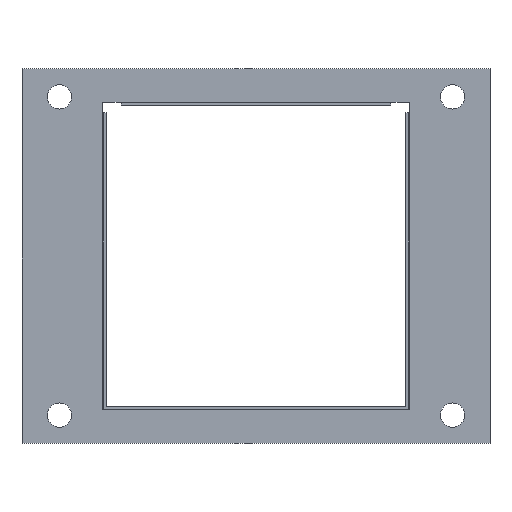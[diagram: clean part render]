
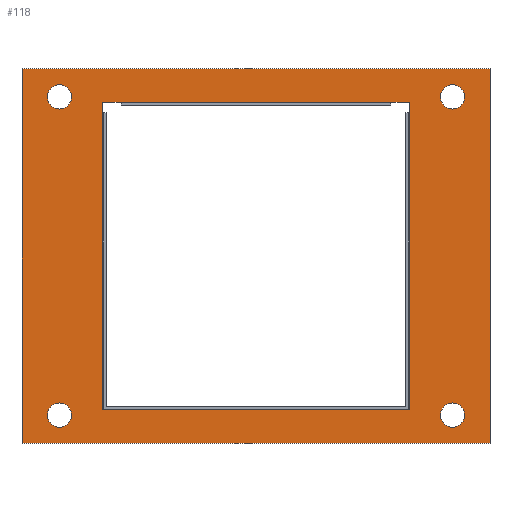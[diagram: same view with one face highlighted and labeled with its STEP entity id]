
A CAD part, top view. The second image highlights one B-rep face of the part: STEP entity #118.
In plain terms, the highlighted planar face has unit normal (0, 0, 1).
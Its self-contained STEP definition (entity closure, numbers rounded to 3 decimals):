
#17 = DIRECTION ( 'NONE',  ( 1., 0., 0. ) ) ;
#38 = DIRECTION ( 'NONE',  ( -1., 0., 0. ) ) ;
#71 = CARTESIAN_POINT ( 'NONE',  ( 42.245, 42.417, 0.4 ) ) ;
#87 = VECTOR ( 'NONE', #1602, 1000. ) ;
#95 = ORIENTED_EDGE ( 'NONE', *, *, #1479, .F. ) ;
#118 = ADVANCED_FACE ( 'NONE', ( #2204, #1441, #755, #2337, #2877, #2799 ), #512, .T. ) ;
#162 = EDGE_CURVE ( 'NONE', #1051, #1051, #2673, .T. ) ;
#174 = VERTEX_POINT ( 'NONE', #1437 ) ;
#203 = CARTESIAN_POINT ( 'NONE',  ( -61.255, 51.417, 0.4 ) ) ;
#218 = ORIENTED_EDGE ( 'NONE', *, *, #2443, .T. ) ;
#247 = VECTOR ( 'NONE', #3296, 1000. ) ;
#271 = EDGE_CURVE ( 'NONE', #2902, #1114, #1677, .T. ) ;
#290 = DIRECTION ( 'NONE',  ( 0., -1., 0. ) ) ;
#304 = LINE ( 'NONE', #1023, #2265 ) ;
#320 = CARTESIAN_POINT ( 'NONE',  ( 37.245, 42.417, 0.4 ) ) ;
#350 = LINE ( 'NONE', #1105, #1692 ) ;
#357 = DIRECTION ( 'NONE',  ( 0., 1., 0. ) ) ;
#363 = EDGE_CURVE ( 'NONE', #2345, #2345, #1038, .T. ) ;
#371 = CARTESIAN_POINT ( 'NONE',  ( -39.755, -39.583, 0.4 ) ) ;
#424 = CARTESIAN_POINT ( 'NONE',  ( -39.555, -39.583, 0.4 ) ) ;
#448 = EDGE_CURVE ( 'NONE', #1495, #174, #998, .T. ) ;
#487 = ORIENTED_EDGE ( 'NONE', *, *, #1362, .F. ) ;
#512 = PLANE ( 'NONE',  #2317 ) ;
#535 = CIRCLE ( 'NONE', #1956, 3.25 ) ;
#544 = ORIENTED_EDGE ( 'NONE', *, *, #1289, .F. ) ;
#559 = CARTESIAN_POINT ( 'NONE',  ( -61.255, -48.583, 0.4 ) ) ;
#561 = CARTESIAN_POINT ( 'NONE',  ( 37.245, 42.427, 0.4 ) ) ;
#584 = EDGE_CURVE ( 'NONE', #690, #1135, #2919, .T. ) ;
#602 = EDGE_LOOP ( 'NONE', ( #1535, #872, #2168, #2359, #1447, #544, #910, #1707, #95, #1272 ) ) ;
#668 = LINE ( 'NONE', #561, #1254 ) ;
#690 = VERTEX_POINT ( 'NONE', #1070 ) ;
#714 = EDGE_CURVE ( 'NONE', #975, #975, #535, .T. ) ;
#735 = LINE ( 'NONE', #371, #1657 ) ;
#739 = VECTOR ( 'NONE', #2281, 1000. ) ;
#755 = FACE_OUTER_BOUND ( 'NONE', #2909, .T. ) ;
#764 = EDGE_LOOP ( 'NONE', ( #2665 ) ) ;
#775 = DIRECTION ( 'NONE',  ( -1., 0., 0. ) ) ;
#786 = CARTESIAN_POINT ( 'NONE',  ( 37.245, 42.417, 0.4 ) ) ;
#872 = ORIENTED_EDGE ( 'NONE', *, *, #2407, .F. ) ;
#884 = VERTEX_POINT ( 'NONE', #203 ) ;
#902 = DIRECTION ( 'NONE',  ( 1., 0., 0. ) ) ;
#903 = LINE ( 'NONE', #2878, #2896 ) ;
#907 = DIRECTION ( 'NONE',  ( 0., 0., 1. ) ) ;
#910 = ORIENTED_EDGE ( 'NONE', *, *, #2842, .F. ) ;
#914 = CARTESIAN_POINT ( 'NONE',  ( -51.255, 43.917, 0.4 ) ) ;
#939 = CARTESIAN_POINT ( 'NONE',  ( 42.245, 42.417, 0.4 ) ) ;
#969 = CARTESIAN_POINT ( 'NONE',  ( -39.755, -39.583, 0.4 ) ) ;
#975 = VERTEX_POINT ( 'NONE', #2197 ) ;
#997 = CARTESIAN_POINT ( 'NONE',  ( -39.755, 42.417, 0.4 ) ) ;
#998 = LINE ( 'NONE', #2209, #3351 ) ;
#1023 = CARTESIAN_POINT ( 'NONE',  ( -61.255, 51.417, 0.4 ) ) ;
#1027 = CARTESIAN_POINT ( 'NONE',  ( 63.745, 51.417, 0.4 ) ) ;
#1038 = CIRCLE ( 'NONE', #2181, 3.25 ) ;
#1051 = VERTEX_POINT ( 'NONE', #1927 ) ;
#1061 = CARTESIAN_POINT ( 'NONE',  ( -34.755, 42.417, 0.4 ) ) ;
#1065 = LINE ( 'NONE', #71, #1668 ) ;
#1070 = CARTESIAN_POINT ( 'NONE',  ( 42.045, -39.583, 0.4 ) ) ;
#1075 = CARTESIAN_POINT ( 'NONE',  ( 42.245, -39.583, 0.4 ) ) ;
#1094 = CARTESIAN_POINT ( 'NONE',  ( -39.755, -39.583, 0.4 ) ) ;
#1105 = CARTESIAN_POINT ( 'NONE',  ( -39.755, 42.417, 0.4 ) ) ;
#1114 = VERTEX_POINT ( 'NONE', #1061 ) ;
#1135 = VERTEX_POINT ( 'NONE', #1075 ) ;
#1203 = CARTESIAN_POINT ( 'NONE',  ( 53.745, 43.917, 0.4 ) ) ;
#1218 = EDGE_CURVE ( 'NONE', #884, #1495, #2387, .T. ) ;
#1236 = CARTESIAN_POINT ( 'NONE',  ( -34.755, 42.427, 0.4 ) ) ;
#1254 = VECTOR ( 'NONE', #38, 1000. ) ;
#1257 = DIRECTION ( 'NONE',  ( -1., 0., 0. ) ) ;
#1260 = VECTOR ( 'NONE', #2085, 1000. ) ;
#1272 = ORIENTED_EDGE ( 'NONE', *, *, #271, .F. ) ;
#1289 = EDGE_CURVE ( 'NONE', #1959, #690, #735, .T. ) ;
#1356 = DIRECTION ( 'NONE',  ( 0., 1., 0. ) ) ;
#1362 = EDGE_CURVE ( 'NONE', #2978, #2978, #2688, .T. ) ;
#1434 = ORIENTED_EDGE ( 'NONE', *, *, #3074, .T. ) ;
#1436 = VERTEX_POINT ( 'NONE', #2802 ) ;
#1437 = CARTESIAN_POINT ( 'NONE',  ( 63.745, -48.583, 0.4 ) ) ;
#1441 = FACE_BOUND ( 'NONE', #2632, .T. ) ;
#1447 = ORIENTED_EDGE ( 'NONE', *, *, #584, .F. ) ;
#1459 = DIRECTION ( 'NONE',  ( -1., 0., 0. ) ) ;
#1479 = EDGE_CURVE ( 'NONE', #1114, #1963, #1574, .T. ) ;
#1495 = VERTEX_POINT ( 'NONE', #2012 ) ;
#1535 = ORIENTED_EDGE ( 'NONE', *, *, #3169, .F. ) ;
#1541 = DIRECTION ( 'NONE',  ( 0., 0., 1. ) ) ;
#1574 = LINE ( 'NONE', #997, #739 ) ;
#1602 = DIRECTION ( 'NONE',  ( 1., 0., 0. ) ) ;
#1622 = LINE ( 'NONE', #1864, #2396 ) ;
#1630 = CARTESIAN_POINT ( 'NONE',  ( -39.755, -39.583, 0.4 ) ) ;
#1657 = VECTOR ( 'NONE', #2401, 1000. ) ;
#1668 = VECTOR ( 'NONE', #1356, 1000. ) ;
#1677 = LINE ( 'NONE', #3308, #247 ) ;
#1683 = EDGE_LOOP ( 'NONE', ( #487 ) ) ;
#1692 = VECTOR ( 'NONE', #2928, 1000. ) ;
#1707 = ORIENTED_EDGE ( 'NONE', *, *, #3110, .F. ) ;
#1733 = DIRECTION ( 'NONE',  ( 1., 0., 0. ) ) ;
#1745 = EDGE_CURVE ( 'NONE', #1135, #2706, #1065, .T. ) ;
#1790 = ORIENTED_EDGE ( 'NONE', *, *, #162, .F. ) ;
#1864 = CARTESIAN_POINT ( 'NONE',  ( 63.745, 51.417, 0.4 ) ) ;
#1912 = CARTESIAN_POINT ( 'NONE',  ( 56.995, -41.083, 0.4 ) ) ;
#1927 = CARTESIAN_POINT ( 'NONE',  ( -54.505, -41.083, 0.4 ) ) ;
#1931 = LINE ( 'NONE', #320, #1260 ) ;
#1956 = AXIS2_PLACEMENT_3D ( 'NONE', #914, #907, #902 ) ;
#1959 = VERTEX_POINT ( 'NONE', #424 ) ;
#1963 = VERTEX_POINT ( 'NONE', #3288 ) ;
#2012 = CARTESIAN_POINT ( 'NONE',  ( -61.255, -48.583, 0.4 ) ) ;
#2037 = ORIENTED_EDGE ( 'NONE', *, *, #448, .T. ) ;
#2085 = DIRECTION ( 'NONE',  ( 0., 1., 0. ) ) ;
#2115 = CARTESIAN_POINT ( 'NONE',  ( -61.255, 51.417, 0.4 ) ) ;
#2168 = ORIENTED_EDGE ( 'NONE', *, *, #3222, .F. ) ;
#2181 = AXIS2_PLACEMENT_3D ( 'NONE', #2713, #2703, #2691 ) ;
#2197 = CARTESIAN_POINT ( 'NONE',  ( -48.005, 43.917, 0.4 ) ) ;
#2204 = FACE_BOUND ( 'NONE', #764, .T. ) ;
#2209 = CARTESIAN_POINT ( 'NONE',  ( -61.255, -48.583, 0.4 ) ) ;
#2223 = VECTOR ( 'NONE', #1733, 1000. ) ;
#2225 = DIRECTION ( 'NONE',  ( 1., 0., 0. ) ) ;
#2242 = VERTEX_POINT ( 'NONE', #1027 ) ;
#2265 = VECTOR ( 'NONE', #775, 1000. ) ;
#2281 = DIRECTION ( 'NONE',  ( -1., 0., 0. ) ) ;
#2308 = AXIS2_PLACEMENT_3D ( 'NONE', #3266, #2500, #1257 ) ;
#2312 = LINE ( 'NONE', #969, #2223 ) ;
#2317 = AXIS2_PLACEMENT_3D ( 'NONE', #559, #1541, #17 ) ;
#2337 = FACE_BOUND ( 'NONE', #1683, .T. ) ;
#2345 = VERTEX_POINT ( 'NONE', #1912 ) ;
#2359 = ORIENTED_EDGE ( 'NONE', *, *, #1745, .F. ) ;
#2387 = LINE ( 'NONE', #2115, #3107 ) ;
#2396 = VECTOR ( 'NONE', #357, 1000. ) ;
#2401 = DIRECTION ( 'NONE',  ( 1., 0., 0. ) ) ;
#2407 = EDGE_CURVE ( 'NONE', #3097, #1436, #1931, .T. ) ;
#2412 = ORIENTED_EDGE ( 'NONE', *, *, #1218, .T. ) ;
#2436 = VERTEX_POINT ( 'NONE', #1094 ) ;
#2443 = EDGE_CURVE ( 'NONE', #174, #2242, #1622, .T. ) ;
#2468 = CARTESIAN_POINT ( 'NONE',  ( 50.495, 43.917, 0.4 ) ) ;
#2487 = AXIS2_PLACEMENT_3D ( 'NONE', #1203, #3041, #1459 ) ;
#2500 = DIRECTION ( 'NONE',  ( 0., 0., 1. ) ) ;
#2632 = EDGE_LOOP ( 'NONE', ( #2980 ) ) ;
#2665 = ORIENTED_EDGE ( 'NONE', *, *, #363, .F. ) ;
#2666 = DIRECTION ( 'NONE',  ( 0., -1., 0. ) ) ;
#2673 = CIRCLE ( 'NONE', #2308, 3.25 ) ;
#2688 = CIRCLE ( 'NONE', #2487, 3.25 ) ;
#2691 = DIRECTION ( 'NONE',  ( 1., 0., 0. ) ) ;
#2703 = DIRECTION ( 'NONE',  ( 0., 0., 1. ) ) ;
#2706 = VERTEX_POINT ( 'NONE', #939 ) ;
#2713 = CARTESIAN_POINT ( 'NONE',  ( 53.745, -41.083, 0.4 ) ) ;
#2799 = FACE_BOUND ( 'NONE', #602, .T. ) ;
#2802 = CARTESIAN_POINT ( 'NONE',  ( 37.245, 42.427, 0.4 ) ) ;
#2842 = EDGE_CURVE ( 'NONE', #2436, #1959, #2312, .T. ) ;
#2877 = FACE_BOUND ( 'NONE', #3247, .T. ) ;
#2878 = CARTESIAN_POINT ( 'NONE',  ( -39.755, 42.417, 0.4 ) ) ;
#2896 = VECTOR ( 'NONE', #290, 1000. ) ;
#2902 = VERTEX_POINT ( 'NONE', #1236 ) ;
#2909 = EDGE_LOOP ( 'NONE', ( #2412, #2037, #218, #1434 ) ) ;
#2919 = LINE ( 'NONE', #1630, #87 ) ;
#2928 = DIRECTION ( 'NONE',  ( -1., 0., 0. ) ) ;
#2978 = VERTEX_POINT ( 'NONE', #2468 ) ;
#2980 = ORIENTED_EDGE ( 'NONE', *, *, #714, .F. ) ;
#3041 = DIRECTION ( 'NONE',  ( 0., 0., 1. ) ) ;
#3074 = EDGE_CURVE ( 'NONE', #2242, #884, #304, .T. ) ;
#3097 = VERTEX_POINT ( 'NONE', #786 ) ;
#3107 = VECTOR ( 'NONE', #2666, 1000. ) ;
#3110 = EDGE_CURVE ( 'NONE', #1963, #2436, #903, .T. ) ;
#3169 = EDGE_CURVE ( 'NONE', #1436, #2902, #668, .T. ) ;
#3222 = EDGE_CURVE ( 'NONE', #2706, #3097, #350, .T. ) ;
#3247 = EDGE_LOOP ( 'NONE', ( #1790 ) ) ;
#3266 = CARTESIAN_POINT ( 'NONE',  ( -51.255, -41.083, 0.4 ) ) ;
#3288 = CARTESIAN_POINT ( 'NONE',  ( -39.755, 42.417, 0.4 ) ) ;
#3296 = DIRECTION ( 'NONE',  ( 0., -1., 0. ) ) ;
#3308 = CARTESIAN_POINT ( 'NONE',  ( -34.755, 42.427, 0.4 ) ) ;
#3351 = VECTOR ( 'NONE', #2225, 1000. ) ;
